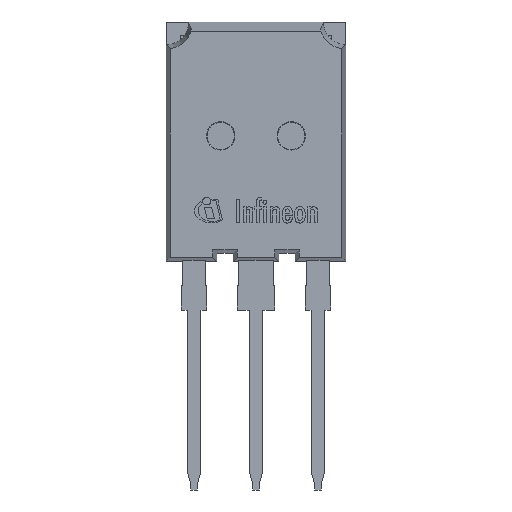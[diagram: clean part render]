
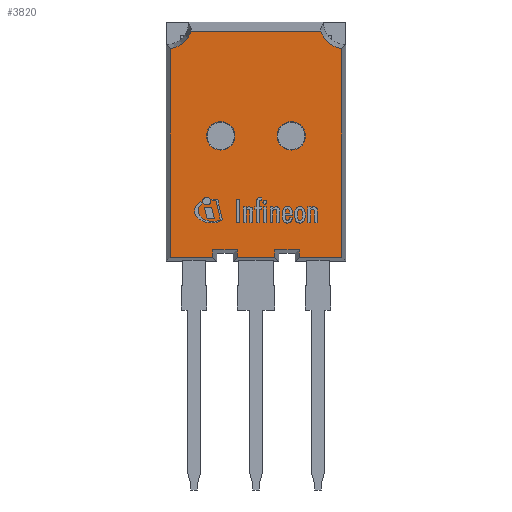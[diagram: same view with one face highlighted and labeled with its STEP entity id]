
A CAD part, left-side view. The second image highlights one B-rep face of the part: STEP entity #3820.
In plain terms, the highlighted planar face has unit normal (-1, 0, 0).
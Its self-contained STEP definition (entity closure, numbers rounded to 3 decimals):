
#112=FACE_BOUND('',#1522,.T.);
#113=FACE_BOUND('',#1523,.T.);
#122=PLANE('',#4073);
#346=LINE('',#5361,#830);
#347=LINE('',#5363,#831);
#348=LINE('',#5365,#832);
#349=LINE('',#5369,#833);
#350=LINE('',#5373,#834);
#351=LINE('',#5375,#835);
#352=LINE('',#5377,#836);
#353=LINE('',#5379,#837);
#354=LINE('',#5381,#838);
#355=LINE('',#5383,#839);
#356=LINE('',#5385,#840);
#357=LINE('',#5386,#841);
#830=VECTOR('',#4371,1000.);
#831=VECTOR('',#4372,1000.);
#832=VECTOR('',#4373,1000.);
#833=VECTOR('',#4376,1000.);
#834=VECTOR('',#4379,1000.);
#835=VECTOR('',#4380,1000.);
#836=VECTOR('',#4381,1000.);
#837=VECTOR('',#4382,1000.);
#838=VECTOR('',#4383,1000.);
#839=VECTOR('',#4384,1000.);
#840=VECTOR('',#4385,1000.);
#841=VECTOR('',#4386,1000.);
#1295=FACE_OUTER_BOUND('',#1521,.T.);
#1521=EDGE_LOOP('',(#2746,#2747,#2748,#2749,#2750,#2751,#2752,#2753,#2754,
#2755,#2756,#2757,#2758,#2759));
#1522=EDGE_LOOP('',(#2760,#2761));
#1523=EDGE_LOOP('',(#2762,#2763));
#1752=CIRCLE('',#4066,1.25);
#1753=CIRCLE('',#4068,1.25);
#1754=CIRCLE('',#4074,2.37);
#1755=CIRCLE('',#4075,2.37);
#1756=CIRCLE('',#4076,1.25);
#1757=CIRCLE('',#4077,1.25);
#1784=VERTEX_POINT('',#5284);
#1785=VERTEX_POINT('',#5286);
#1786=VERTEX_POINT('',#5290);
#1787=VERTEX_POINT('',#5292);
#1816=VERTEX_POINT('',#5359);
#1817=VERTEX_POINT('',#5360);
#1818=VERTEX_POINT('',#5362);
#1819=VERTEX_POINT('',#5364);
#1820=VERTEX_POINT('',#5366);
#1821=VERTEX_POINT('',#5368);
#1822=VERTEX_POINT('',#5370);
#1823=VERTEX_POINT('',#5372);
#1824=VERTEX_POINT('',#5374);
#1825=VERTEX_POINT('',#5376);
#1826=VERTEX_POINT('',#5378);
#1827=VERTEX_POINT('',#5380);
#1828=VERTEX_POINT('',#5382);
#1829=VERTEX_POINT('',#5384);
#2149=EDGE_CURVE('',#1784,#1785,#1752,.T.);
#2152=EDGE_CURVE('',#1786,#1787,#1753,.T.);
#2185=EDGE_CURVE('',#1816,#1817,#346,.T.);
#2186=EDGE_CURVE('',#1818,#1817,#347,.T.);
#2187=EDGE_CURVE('',#1819,#1818,#348,.T.);
#2188=EDGE_CURVE('',#1819,#1820,#1754,.T.);
#2189=EDGE_CURVE('',#1820,#1821,#349,.T.);
#2190=EDGE_CURVE('',#1822,#1821,#1755,.T.);
#2191=EDGE_CURVE('',#1822,#1823,#350,.T.);
#2192=EDGE_CURVE('',#1824,#1823,#351,.T.);
#2193=EDGE_CURVE('',#1825,#1824,#352,.T.);
#2194=EDGE_CURVE('',#1826,#1825,#353,.T.);
#2195=EDGE_CURVE('',#1827,#1826,#354,.T.);
#2196=EDGE_CURVE('',#1828,#1827,#355,.T.);
#2197=EDGE_CURVE('',#1828,#1829,#356,.T.);
#2198=EDGE_CURVE('',#1829,#1816,#357,.T.);
#2199=EDGE_CURVE('',#1785,#1784,#1756,.T.);
#2200=EDGE_CURVE('',#1787,#1786,#1757,.T.);
#2746=ORIENTED_EDGE('',*,*,#2185,.T.);
#2747=ORIENTED_EDGE('',*,*,#2186,.F.);
#2748=ORIENTED_EDGE('',*,*,#2187,.F.);
#2749=ORIENTED_EDGE('',*,*,#2188,.T.);
#2750=ORIENTED_EDGE('',*,*,#2189,.T.);
#2751=ORIENTED_EDGE('',*,*,#2190,.F.);
#2752=ORIENTED_EDGE('',*,*,#2191,.T.);
#2753=ORIENTED_EDGE('',*,*,#2192,.F.);
#2754=ORIENTED_EDGE('',*,*,#2193,.F.);
#2755=ORIENTED_EDGE('',*,*,#2194,.F.);
#2756=ORIENTED_EDGE('',*,*,#2195,.F.);
#2757=ORIENTED_EDGE('',*,*,#2196,.F.);
#2758=ORIENTED_EDGE('',*,*,#2197,.T.);
#2759=ORIENTED_EDGE('',*,*,#2198,.T.);
#2760=ORIENTED_EDGE('',*,*,#2199,.F.);
#2761=ORIENTED_EDGE('',*,*,#2149,.F.);
#2762=ORIENTED_EDGE('',*,*,#2200,.F.);
#2763=ORIENTED_EDGE('',*,*,#2152,.F.);
#3820=ADVANCED_FACE('',(#1295,#112,#113),#122,.F.);
#4066=AXIS2_PLACEMENT_3D('',#5287,#4321,#4322);
#4068=AXIS2_PLACEMENT_3D('',#5293,#4327,#4328);
#4073=AXIS2_PLACEMENT_3D('',#5358,#4369,#4370);
#4074=AXIS2_PLACEMENT_3D('',#5367,#4374,#4375);
#4075=AXIS2_PLACEMENT_3D('',#5371,#4377,#4378);
#4076=AXIS2_PLACEMENT_3D('',#5387,#4387,#4388);
#4077=AXIS2_PLACEMENT_3D('',#5388,#4389,#4390);
#4321=DIRECTION('center_axis',(-1.,0.,0.));
#4322=DIRECTION('ref_axis',(0.,0.,-1.));
#4327=DIRECTION('center_axis',(-1.,0.,0.));
#4328=DIRECTION('ref_axis',(0.,0.,1.));
#4369=DIRECTION('center_axis',(1.,0.,0.));
#4370=DIRECTION('ref_axis',(0.,0.,1.));
#4371=DIRECTION('',(0.,0.,-1.));
#4372=DIRECTION('',(0.,1.,0.));
#4373=DIRECTION('',(0.,0.,-1.));
#4374=DIRECTION('center_axis',(1.,0.,0.));
#4375=DIRECTION('ref_axis',(0.,0.,-1.));
#4376=DIRECTION('',(0.,1.,0.));
#4377=DIRECTION('center_axis',(-1.,0.,0.));
#4378=DIRECTION('ref_axis',(0.,0.,-1.));
#4379=DIRECTION('',(0.,0.,-1.));
#4380=DIRECTION('',(0.,1.,0.));
#4381=DIRECTION('',(0.,0.,-1.));
#4382=DIRECTION('',(0.,1.,0.));
#4383=DIRECTION('',(0.,0.,1.));
#4384=DIRECTION('',(0.,1.,0.));
#4385=DIRECTION('',(0.,0.,1.));
#4386=DIRECTION('',(0.,-1.,0.));
#4387=DIRECTION('center_axis',(-1.,0.,0.));
#4388=DIRECTION('ref_axis',(0.,0.,-1.));
#4389=DIRECTION('center_axis',(-1.,0.,0.));
#4390=DIRECTION('ref_axis',(0.,0.,1.));
#5284=CARTESIAN_POINT('',(-2.29,3.1,16.55));
#5286=CARTESIAN_POINT('',(-2.29,3.1,14.05));
#5287=CARTESIAN_POINT('Origin',(-2.29,3.1,15.3));
#5290=CARTESIAN_POINT('',(-2.29,-3.1,16.55));
#5292=CARTESIAN_POINT('',(-2.29,-3.1,14.05));
#5293=CARTESIAN_POINT('Origin',(-2.29,-3.1,15.3));
#5358=CARTESIAN_POINT('Origin',(-2.29,7.9,25.3));
#5359=CARTESIAN_POINT('',(-2.29,-3.815,5.3));
#5360=CARTESIAN_POINT('',(-2.29,-3.815,4.618));
#5361=CARTESIAN_POINT('',(-2.29,-3.815,4.3));
#5362=CARTESIAN_POINT('',(-2.29,-7.532,4.618));
#5363=CARTESIAN_POINT('',(-2.29,-7.9,4.618));
#5364=CARTESIAN_POINT('',(-2.29,-7.532,22.959));
#5365=CARTESIAN_POINT('',(-2.29,-7.532,25.3));
#5366=CARTESIAN_POINT('',(-2.29,-5.67,24.496));
#5367=CARTESIAN_POINT('Origin',(-2.29,-7.9,25.3));
#5368=CARTESIAN_POINT('',(-2.29,5.67,24.496));
#5369=CARTESIAN_POINT('',(-2.29,-7.9,24.496));
#5370=CARTESIAN_POINT('',(-2.29,7.532,22.959));
#5371=CARTESIAN_POINT('Origin',(-2.29,7.9,25.3));
#5372=CARTESIAN_POINT('',(-2.29,7.532,4.618));
#5373=CARTESIAN_POINT('',(-2.29,7.532,25.3));
#5374=CARTESIAN_POINT('',(-2.29,3.815,4.618));
#5375=CARTESIAN_POINT('',(-2.29,-7.9,4.618));
#5376=CARTESIAN_POINT('',(-2.29,3.815,5.3));
#5377=CARTESIAN_POINT('',(-2.29,3.815,4.3));
#5378=CARTESIAN_POINT('',(-2.29,1.625,5.3));
#5379=CARTESIAN_POINT('',(-2.29,3.815,5.3));
#5380=CARTESIAN_POINT('',(-2.29,1.625,4.618));
#5381=CARTESIAN_POINT('',(-2.29,1.625,4.3));
#5382=CARTESIAN_POINT('',(-2.29,-1.625,4.618));
#5383=CARTESIAN_POINT('',(-2.29,-7.9,4.618));
#5384=CARTESIAN_POINT('',(-2.29,-1.625,5.3));
#5385=CARTESIAN_POINT('',(-2.29,-1.625,4.3));
#5386=CARTESIAN_POINT('',(-2.29,-3.815,5.3));
#5387=CARTESIAN_POINT('Origin',(-2.29,3.1,15.3));
#5388=CARTESIAN_POINT('Origin',(-2.29,-3.1,15.3));
